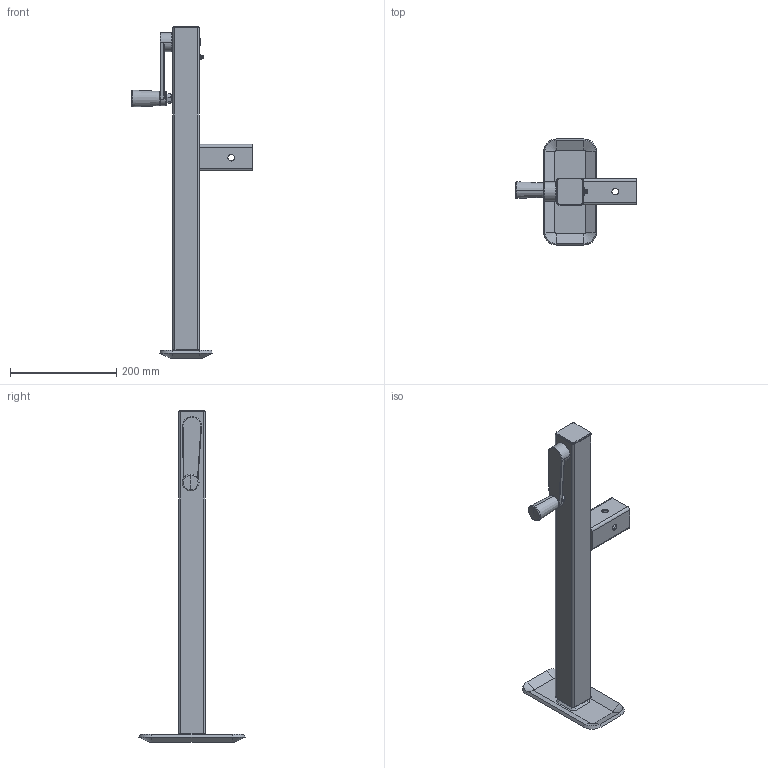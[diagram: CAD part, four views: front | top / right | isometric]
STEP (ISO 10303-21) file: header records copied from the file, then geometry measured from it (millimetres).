
FILE_DESCRIPTION (( 'STEP AP214' ), '1' );
FILE_NAME ('1586 Adjustable Leg Stand 625mm 400mm travel.STEP', '2022-08-07T23:08:38', ( '' ), ( '' ), 'SwSTEP 2.0', 'SolidWorks 2021', '' );
FILE_SCHEMA (( 'AUTOMOTIVE_DESIGN' ));
Length unit declared in the file: millimetre
Products named in the file (5): Inner Leg; Body of Leg; prevailing torque hex nut_am_AM-M10-N; 1586 Adjustable Leg Stand 625mm 400mm travel; Handel
Assembly tree (4 placements, depth 2):
  1586 Adjustable Leg Stand 625mm 400mm travel
    Body of Leg
    Inner Leg
    Handel
    prevailing torque hex nut_am_AM-M10-N
Bounding box: 227.88 x 200 x 626 mm (x, y, z)
Volume: 894223.7 mm3; surface area: 508505.9 mm2
Topology: 7 solids, 7 shells, 228 faces, 537 edges, 328 vertices
Faces by surface type: plane 91, cylinder 68, cone 30, torus 27, bspline 10, sphere 2
Entity records: 7206 total; most frequent: CARTESIAN_POINT 1658, DIRECTION 1181, ORIENTED_EDGE 1066, EDGE_CURVE 533, AXIS2_PLACEMENT_3D 459, VERTEX_POINT 328, LINE 263, VECTOR 263
